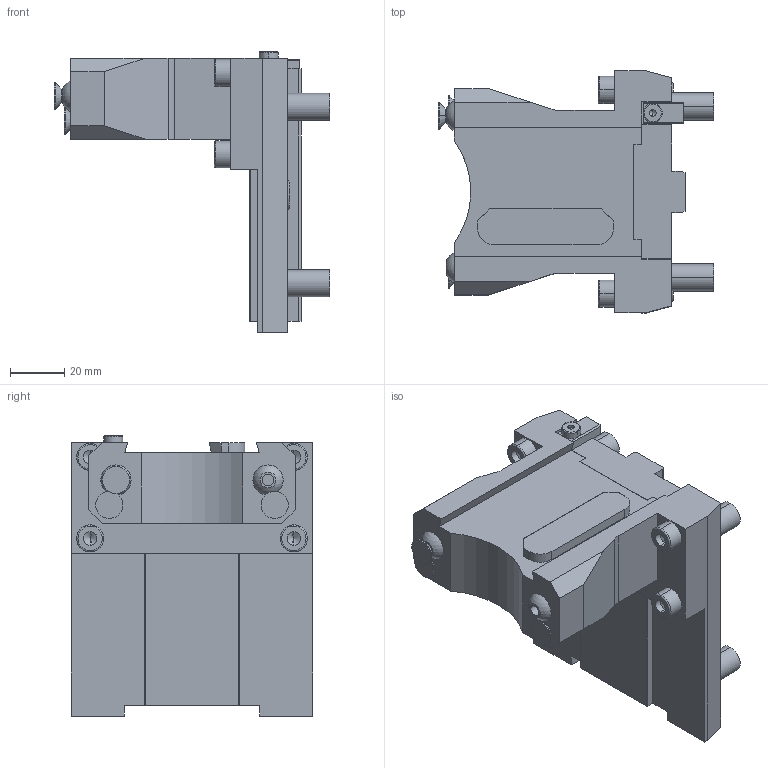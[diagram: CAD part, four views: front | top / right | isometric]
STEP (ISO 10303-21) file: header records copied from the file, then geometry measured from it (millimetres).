
FILE_DESCRIPTION((''),'2;1');
FILE_NAME('BGL0350132_CONF','2023-07-03T10:31:21',('gvalli'),('M.T. srl'),'CREO PARAMETRIC BY PTC INC, 2021072','CREO PARAMETRIC BY PTC INC, 2021072','');
FILE_SCHEMA(('CONFIG_CONTROL_DESIGN'));
Length unit declared in the file: millimetre
Products named in the file (1): BGL0350132_CONF
Bounding box: 101.5 x 89 x 103.3 mm (x, y, z)
Volume: 250474.7 mm3; surface area: 44285.7 mm2
Topology: 1 solids, 1 shells, 199 faces, 513 edges, 326 vertices
Faces by surface type: plane 119, cylinder 46, cone 16, torus 14, sphere 2, extrusion 2
Entity records: 6007 total; most frequent: CARTESIAN_POINT 1043, DIRECTION 1032, ORIENTED_EDGE 1006, EDGE_CURVE 503, VECTOR 364, LINE 362, AXIS2_PLACEMENT_3D 334, VERTEX_POINT 326
